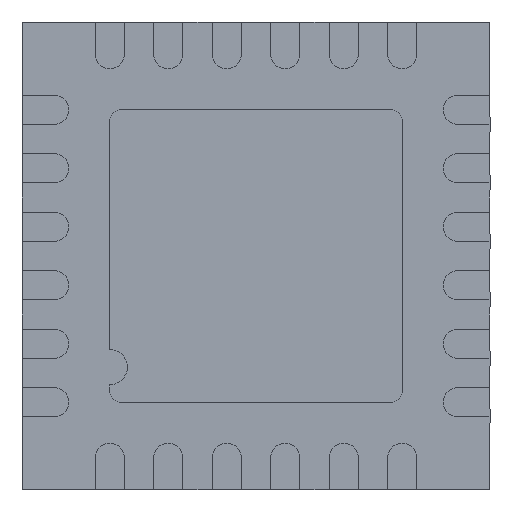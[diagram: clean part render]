
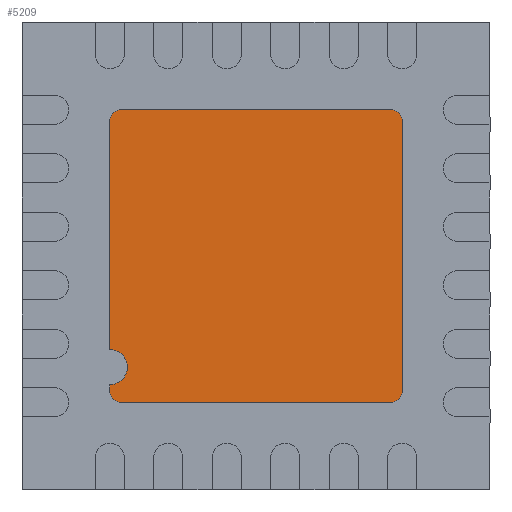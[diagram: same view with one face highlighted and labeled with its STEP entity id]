
A CAD part, front view. The second image highlights one B-rep face of the part: STEP entity #5209.
In plain terms, the highlighted planar face has unit normal (0, -1, 0).
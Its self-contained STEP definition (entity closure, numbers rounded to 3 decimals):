
#109 = VERTEX_POINT ( 'NONE', #122 ) ;
#114 = VECTOR ( 'NONE', #6601, 1000. ) ;
#122 = CARTESIAN_POINT ( 'NONE',  ( 1.15, 0., -1.25 ) ) ;
#328 = VERTEX_POINT ( 'NONE', #6887 ) ;
#368 = CARTESIAN_POINT ( 'NONE',  ( -1.25, 0., -1.15 ) ) ;
#452 = VECTOR ( 'NONE', #4457, 1000. ) ;
#509 = ORIENTED_EDGE ( 'NONE', *, *, #2698, .T. ) ;
#525 = VECTOR ( 'NONE', #8005, 1000. ) ;
#553 = CARTESIAN_POINT ( 'NONE',  ( 0., 0., 1.25 ) ) ;
#592 = DIRECTION ( 'NONE',  ( -1., 0., 0. ) ) ;
#616 = CARTESIAN_POINT ( 'NONE',  ( 1.15, 0., 1.15 ) ) ;
#644 = CARTESIAN_POINT ( 'NONE',  ( -1.25, 0., 0. ) ) ;
#703 = EDGE_CURVE ( 'NONE', #5053, #5515, #5726, .T. ) ;
#837 = DIRECTION ( 'NONE',  ( 0., -1., 0. ) ) ;
#890 = DIRECTION ( 'NONE',  ( 0., 0., -1. ) ) ;
#969 = CARTESIAN_POINT ( 'NONE',  ( -1.15, 0., 1.25 ) ) ;
#1262 = PLANE ( 'NONE',  #6862 ) ;
#1312 = EDGE_CURVE ( 'NONE', #5676, #5106, #5894, .T. ) ;
#1354 = ORIENTED_EDGE ( 'NONE', *, *, #5786, .F. ) ;
#1401 = CARTESIAN_POINT ( 'NONE',  ( -1.25, 0., -0.95 ) ) ;
#1507 = CARTESIAN_POINT ( 'NONE',  ( -1.15, 0., 1.15 ) ) ;
#1861 = CARTESIAN_POINT ( 'NONE',  ( -1.725, 0., 1.25 ) ) ;
#2252 = CIRCLE ( 'NONE', #4667, 0.1 ) ;
#2273 = ORIENTED_EDGE ( 'NONE', *, *, #5342, .F. ) ;
#2390 = CARTESIAN_POINT ( 'NONE',  ( 1.25, 0., 0. ) ) ;
#2440 = DIRECTION ( 'NONE',  ( 0., -1., 0. ) ) ;
#2509 = CARTESIAN_POINT ( 'NONE',  ( -1.25, 0., -1.1 ) ) ;
#2642 = AXIS2_PLACEMENT_3D ( 'NONE', #7253, #7965, #890 ) ;
#2698 = EDGE_CURVE ( 'NONE', #328, #5655, #5849, .T. ) ;
#2970 = AXIS2_PLACEMENT_3D ( 'NONE', #6135, #5569, #5518 ) ;
#3369 = EDGE_CURVE ( 'NONE', #109, #328, #7164, .T. ) ;
#3396 = VERTEX_POINT ( 'NONE', #4247 ) ;
#3435 = DIRECTION ( 'NONE',  ( 0., 0., -1. ) ) ;
#3630 = EDGE_CURVE ( 'NONE', #7755, #3396, #4844, .T. ) ;
#3642 = ORIENTED_EDGE ( 'NONE', *, *, #703, .F. ) ;
#3894 = EDGE_LOOP ( 'NONE', ( #4043, #8156, #7566, #2273, #4321, #4860, #3642, #1354, #5381, #509 ) ) ;
#4043 = ORIENTED_EDGE ( 'NONE', *, *, #5189, .T. ) ;
#4186 = DIRECTION ( 'NONE',  ( 0., 0., -1. ) ) ;
#4247 = CARTESIAN_POINT ( 'NONE',  ( -1.25, 0., 1.15 ) ) ;
#4321 = ORIENTED_EDGE ( 'NONE', *, *, #1312, .F. ) ;
#4457 = DIRECTION ( 'NONE',  ( -1., 0., 0. ) ) ;
#4583 = AXIS2_PLACEMENT_3D ( 'NONE', #1401, #5934, #3435 ) ;
#4584 = LINE ( 'NONE', #8347, #7334 ) ;
#4627 = VECTOR ( 'NONE', #8323, 1000. ) ;
#4667 = AXIS2_PLACEMENT_3D ( 'NONE', #616, #7698, #5078 ) ;
#4823 = CARTESIAN_POINT ( 'NONE',  ( 1.15, 0., 1.25 ) ) ;
#4844 = CIRCLE ( 'NONE', #5300, 0.1 ) ;
#4860 = ORIENTED_EDGE ( 'NONE', *, *, #8230, .F. ) ;
#4919 = VERTEX_POINT ( 'NONE', #4823 ) ;
#5023 = CARTESIAN_POINT ( 'NONE',  ( -1.25, 0., -0.8 ) ) ;
#5053 = VERTEX_POINT ( 'NONE', #7481 ) ;
#5078 = DIRECTION ( 'NONE',  ( 0., 0., -1. ) ) ;
#5106 = VERTEX_POINT ( 'NONE', #5023 ) ;
#5189 = EDGE_CURVE ( 'NONE', #5655, #4919, #2252, .T. ) ;
#5209 = ADVANCED_FACE ( 'NONE', ( #5293 ), #1262, .T. ) ;
#5293 = FACE_OUTER_BOUND ( 'NONE', #3894, .T. ) ;
#5300 = AXIS2_PLACEMENT_3D ( 'NONE', #1507, #837, #4186 ) ;
#5342 = EDGE_CURVE ( 'NONE', #5106, #3396, #6516, .T. ) ;
#5381 = ORIENTED_EDGE ( 'NONE', *, *, #3369, .T. ) ;
#5515 = VERTEX_POINT ( 'NONE', #368 ) ;
#5518 = DIRECTION ( 'NONE',  ( 0., 0., -1. ) ) ;
#5569 = DIRECTION ( 'NONE',  ( 0., -1., 0. ) ) ;
#5655 = VERTEX_POINT ( 'NONE', #5711 ) ;
#5676 = VERTEX_POINT ( 'NONE', #2509 ) ;
#5711 = CARTESIAN_POINT ( 'NONE',  ( 1.25, 0., 1.15 ) ) ;
#5726 = CIRCLE ( 'NONE', #2642, 0.1 ) ;
#5786 = EDGE_CURVE ( 'NONE', #109, #5053, #4584, .T. ) ;
#5849 = LINE ( 'NONE', #2390, #4627 ) ;
#5894 = CIRCLE ( 'NONE', #4583, 0.15 ) ;
#5934 = DIRECTION ( 'NONE',  ( 0., -1., 0. ) ) ;
#6135 = CARTESIAN_POINT ( 'NONE',  ( 1.15, 0., -1.15 ) ) ;
#6516 = LINE ( 'NONE', #7352, #525 ) ;
#6601 = DIRECTION ( 'NONE',  ( 0., 0., 1. ) ) ;
#6862 = AXIS2_PLACEMENT_3D ( 'NONE', #1861, #2440, #6967 ) ;
#6887 = CARTESIAN_POINT ( 'NONE',  ( 1.25, 0., -1.15 ) ) ;
#6967 = DIRECTION ( 'NONE',  ( 0., 0., -1. ) ) ;
#7090 = EDGE_CURVE ( 'NONE', #4919, #7755, #7744, .T. ) ;
#7164 = CIRCLE ( 'NONE', #2970, 0.1 ) ;
#7253 = CARTESIAN_POINT ( 'NONE',  ( -1.15, 0., -1.15 ) ) ;
#7290 = LINE ( 'NONE', #644, #114 ) ;
#7334 = VECTOR ( 'NONE', #592, 1000. ) ;
#7352 = CARTESIAN_POINT ( 'NONE',  ( -1.25, 0., 0. ) ) ;
#7481 = CARTESIAN_POINT ( 'NONE',  ( -1.15, 0., -1.25 ) ) ;
#7566 = ORIENTED_EDGE ( 'NONE', *, *, #3630, .T. ) ;
#7698 = DIRECTION ( 'NONE',  ( 0., -1., 0. ) ) ;
#7744 = LINE ( 'NONE', #553, #452 ) ;
#7755 = VERTEX_POINT ( 'NONE', #969 ) ;
#7965 = DIRECTION ( 'NONE',  ( 0., 1., 0. ) ) ;
#8005 = DIRECTION ( 'NONE',  ( 0., 0., 1. ) ) ;
#8156 = ORIENTED_EDGE ( 'NONE', *, *, #7090, .T. ) ;
#8230 = EDGE_CURVE ( 'NONE', #5515, #5676, #7290, .T. ) ;
#8323 = DIRECTION ( 'NONE',  ( 0., 0., 1. ) ) ;
#8347 = CARTESIAN_POINT ( 'NONE',  ( 0., 0., -1.25 ) ) ;
